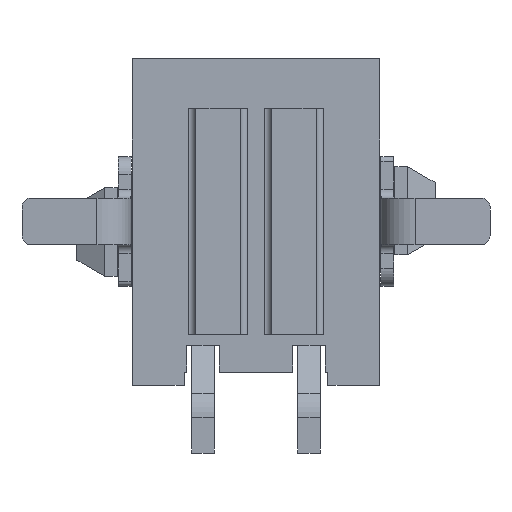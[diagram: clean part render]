
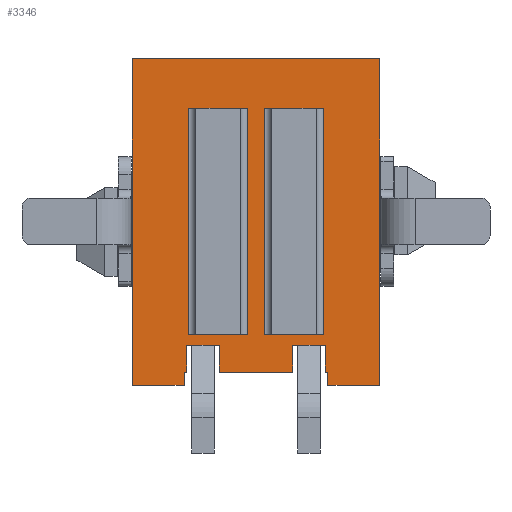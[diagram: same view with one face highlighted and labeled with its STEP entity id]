
A CAD part, front view. The second image highlights one B-rep face of the part: STEP entity #3346.
In plain terms, the highlighted planar face has unit normal (0, -1, 0).
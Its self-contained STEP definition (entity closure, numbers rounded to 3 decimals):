
#72=DIRECTION('',(0.,0.,-1.));
#73=VECTOR('',#72,9.24);
#74=CARTESIAN_POINT('',(-3.5,-1.93,0.));
#75=LINE('',#74,#73);
#120=DIRECTION('',(0.,0.,1.));
#121=VECTOR('',#120,0.76);
#122=CARTESIAN_POINT('',(-1.965,-1.93,-8.87));
#123=LINE('',#122,#121);
#124=DIRECTION('',(1.,0.,0.));
#125=VECTOR('',#124,0.07);
#126=CARTESIAN_POINT('',(-2.035,-1.93,-8.87));
#127=LINE('',#126,#125);
#128=DIRECTION('',(0.,0.,1.));
#129=VECTOR('',#128,0.37);
#130=CARTESIAN_POINT('',(-2.035,-1.93,-9.24));
#131=LINE('',#130,#129);
#132=DIRECTION('',(1.,0.,0.));
#133=VECTOR('',#132,7.);
#134=CARTESIAN_POINT('',(-3.5,-1.93,0.));
#135=LINE('',#134,#133);
#136=DIRECTION('',(0.,0.,1.));
#137=VECTOR('',#136,0.37);
#138=CARTESIAN_POINT('',(2.035,-1.93,-9.24));
#139=LINE('',#138,#137);
#140=DIRECTION('',(1.,0.,0.));
#141=VECTOR('',#140,0.07);
#142=CARTESIAN_POINT('',(1.965,-1.93,-8.87));
#143=LINE('',#142,#141);
#144=DIRECTION('',(0.,0.,-1.));
#145=VECTOR('',#144,0.76);
#146=CARTESIAN_POINT('',(1.965,-1.93,-8.11));
#147=LINE('',#146,#145);
#148=DIRECTION('',(1.,0.,0.));
#149=VECTOR('',#148,0.93);
#150=CARTESIAN_POINT('',(1.035,-1.93,-8.11));
#151=LINE('',#150,#149);
#152=DIRECTION('',(0.,0.,1.));
#153=VECTOR('',#152,0.76);
#154=CARTESIAN_POINT('',(1.035,-1.93,-8.87));
#155=LINE('',#154,#153);
#156=DIRECTION('',(1.,0.,0.));
#157=VECTOR('',#156,2.07);
#158=CARTESIAN_POINT('',(-1.035,-1.93,-8.87));
#159=LINE('',#158,#157);
#160=DIRECTION('',(0.,0.,-1.));
#161=VECTOR('',#160,0.76);
#162=CARTESIAN_POINT('',(-1.035,-1.93,-8.11));
#163=LINE('',#162,#161);
#164=DIRECTION('',(1.,0.,0.));
#165=VECTOR('',#164,0.93);
#166=CARTESIAN_POINT('',(-1.965,-1.93,-8.11));
#167=LINE('',#166,#165);
#168=DIRECTION('',(0.,0.,-1.));
#169=VECTOR('',#168,6.4);
#170=CARTESIAN_POINT('',(-1.9,-1.93,-1.4));
#171=LINE('',#170,#169);
#172=DIRECTION('',(0.,0.,1.));
#173=VECTOR('',#172,6.4);
#174=CARTESIAN_POINT('',(-0.25,-1.93,-7.8));
#175=LINE('',#174,#173);
#176=DIRECTION('',(0.,0.,-1.));
#177=VECTOR('',#176,6.4);
#178=CARTESIAN_POINT('',(0.25,-1.93,-1.4));
#179=LINE('',#178,#177);
#180=DIRECTION('',(0.,0.,1.));
#181=VECTOR('',#180,6.4);
#182=CARTESIAN_POINT('',(1.9,-1.93,-7.8));
#183=LINE('',#182,#181);
#352=DIRECTION('',(1.,0.,0.));
#353=VECTOR('',#352,1.465);
#354=CARTESIAN_POINT('',(-3.5,-1.93,-9.24));
#355=LINE('',#354,#353);
#360=DIRECTION('',(1.,0.,0.));
#361=VECTOR('',#360,1.465);
#362=CARTESIAN_POINT('',(2.035,-1.93,-9.24));
#363=LINE('',#362,#361);
#408=DIRECTION('',(0.,0.,-1.));
#409=VECTOR('',#408,9.24);
#410=CARTESIAN_POINT('',(3.5,-1.93,0.));
#411=LINE('',#410,#409);
#2384=DIRECTION('',(1.,0.,0.));
#2385=VECTOR('',#2384,1.65);
#2386=CARTESIAN_POINT('',(-1.9,-1.93,-1.4));
#2387=LINE('',#2386,#2385);
#2450=DIRECTION('',(1.,0.,0.));
#2451=VECTOR('',#2450,1.65);
#2452=CARTESIAN_POINT('',(0.25,-1.93,-1.4));
#2453=LINE('',#2452,#2451);
#2468=DIRECTION('',(-1.,0.,0.));
#2469=VECTOR('',#2468,1.65);
#2470=CARTESIAN_POINT('',(1.9,-1.93,-7.8));
#2471=LINE('',#2470,#2469);
#2502=DIRECTION('',(-1.,0.,0.));
#2503=VECTOR('',#2502,1.65);
#2504=CARTESIAN_POINT('',(-0.25,-1.93,-7.8));
#2505=LINE('',#2504,#2503);
#2510=CARTESIAN_POINT('',(-3.5,-1.93,0.));
#2511=CARTESIAN_POINT('',(-3.5,-1.93,-9.24));
#2512=VERTEX_POINT('',#2510);
#2513=VERTEX_POINT('',#2511);
#2526=CARTESIAN_POINT('',(3.5,-1.93,0.));
#2527=CARTESIAN_POINT('',(3.5,-1.93,-9.24));
#2528=VERTEX_POINT('',#2526);
#2529=VERTEX_POINT('',#2527);
#2542=CARTESIAN_POINT('',(-2.035,-1.93,-9.24));
#2543=CARTESIAN_POINT('',(-2.035,-1.93,-8.87));
#2544=VERTEX_POINT('',#2542);
#2545=VERTEX_POINT('',#2543);
#2546=CARTESIAN_POINT('',(2.035,-1.93,-9.24));
#2547=CARTESIAN_POINT('',(2.035,-1.93,-8.87));
#2548=VERTEX_POINT('',#2546);
#2549=VERTEX_POINT('',#2547);
#2630=CARTESIAN_POINT('',(1.035,-1.93,-8.87));
#2631=CARTESIAN_POINT('',(1.035,-1.93,-8.11));
#2632=VERTEX_POINT('',#2630);
#2633=VERTEX_POINT('',#2631);
#2634=CARTESIAN_POINT('',(1.965,-1.93,-8.11));
#2635=VERTEX_POINT('',#2634);
#2636=CARTESIAN_POINT('',(1.965,-1.93,-8.87));
#2637=VERTEX_POINT('',#2636);
#2662=CARTESIAN_POINT('',(-1.965,-1.93,-8.87));
#2663=CARTESIAN_POINT('',(-1.965,-1.93,-8.11));
#2664=VERTEX_POINT('',#2662);
#2665=VERTEX_POINT('',#2663);
#2666=CARTESIAN_POINT('',(-1.035,-1.93,-8.11));
#2667=VERTEX_POINT('',#2666);
#2668=CARTESIAN_POINT('',(-1.035,-1.93,-8.87));
#2669=VERTEX_POINT('',#2668);
#2942=CARTESIAN_POINT('',(-1.9,-1.93,-1.4));
#2943=CARTESIAN_POINT('',(-1.9,-1.93,-7.8));
#2944=VERTEX_POINT('',#2942);
#2945=VERTEX_POINT('',#2943);
#2950=CARTESIAN_POINT('',(-0.25,-1.93,-7.8));
#2951=CARTESIAN_POINT('',(-0.25,-1.93,-1.4));
#2952=VERTEX_POINT('',#2950);
#2953=VERTEX_POINT('',#2951);
#2958=CARTESIAN_POINT('',(0.25,-1.93,-1.4));
#2959=CARTESIAN_POINT('',(0.25,-1.93,-7.8));
#2960=VERTEX_POINT('',#2958);
#2961=VERTEX_POINT('',#2959);
#2966=CARTESIAN_POINT('',(1.9,-1.93,-7.8));
#2967=CARTESIAN_POINT('',(1.9,-1.93,-1.4));
#2968=VERTEX_POINT('',#2966);
#2969=VERTEX_POINT('',#2967);
#3288=CARTESIAN_POINT('',(-3.5,-1.93,0.));
#3289=DIRECTION('',(0.,-1.,0.));
#3290=DIRECTION('',(0.,0.,-1.));
#3291=AXIS2_PLACEMENT_3D('',#3288,#3289,#3290);
#3292=PLANE('',#3291);
#3294=ORIENTED_EDGE('',*,*,#3293,.F.);
#3296=ORIENTED_EDGE('',*,*,#3295,.F.);
#3298=ORIENTED_EDGE('',*,*,#3297,.F.);
#3300=ORIENTED_EDGE('',*,*,#3299,.F.);
#3301=ORIENTED_EDGE('',*,*,#3251,.F.);
#3303=ORIENTED_EDGE('',*,*,#3302,.T.);
#3305=ORIENTED_EDGE('',*,*,#3304,.T.);
#3307=ORIENTED_EDGE('',*,*,#3306,.F.);
#3309=ORIENTED_EDGE('',*,*,#3308,.T.);
#3311=ORIENTED_EDGE('',*,*,#3310,.F.);
#3313=ORIENTED_EDGE('',*,*,#3312,.F.);
#3315=ORIENTED_EDGE('',*,*,#3314,.F.);
#3317=ORIENTED_EDGE('',*,*,#3316,.F.);
#3319=ORIENTED_EDGE('',*,*,#3318,.F.);
#3321=ORIENTED_EDGE('',*,*,#3320,.F.);
#3323=ORIENTED_EDGE('',*,*,#3322,.F.);
#3324=EDGE_LOOP('',(#3294,#3296,#3298,#3300,#3301,#3303,#3305,#3307,#3309,#3311,
#3313,#3315,#3317,#3319,#3321,#3323));
#3325=FACE_OUTER_BOUND('',#3324,.F.);
#3327=ORIENTED_EDGE('',*,*,#3326,.T.);
#3329=ORIENTED_EDGE('',*,*,#3328,.F.);
#3331=ORIENTED_EDGE('',*,*,#3330,.T.);
#3333=ORIENTED_EDGE('',*,*,#3332,.F.);
#3334=EDGE_LOOP('',(#3327,#3329,#3331,#3333));
#3335=FACE_BOUND('',#3334,.F.);
#3337=ORIENTED_EDGE('',*,*,#3336,.T.);
#3339=ORIENTED_EDGE('',*,*,#3338,.F.);
#3341=ORIENTED_EDGE('',*,*,#3340,.T.);
#3343=ORIENTED_EDGE('',*,*,#3342,.F.);
#3344=EDGE_LOOP('',(#3337,#3339,#3341,#3343));
#3345=FACE_BOUND('',#3344,.F.);
#3346=ADVANCED_FACE('',(#3325,#3335,#3345),#3292,.T.);
#3251=EDGE_CURVE('',#2512,#2513,#75,.T.);
#3293=EDGE_CURVE('',#2664,#2665,#123,.T.);
#3295=EDGE_CURVE('',#2545,#2664,#127,.T.);
#3297=EDGE_CURVE('',#2544,#2545,#131,.T.);
#3299=EDGE_CURVE('',#2513,#2544,#355,.T.);
#3302=EDGE_CURVE('',#2512,#2528,#135,.T.);
#3304=EDGE_CURVE('',#2528,#2529,#411,.T.);
#3306=EDGE_CURVE('',#2548,#2529,#363,.T.);
#3308=EDGE_CURVE('',#2548,#2549,#139,.T.);
#3310=EDGE_CURVE('',#2637,#2549,#143,.T.);
#3312=EDGE_CURVE('',#2635,#2637,#147,.T.);
#3314=EDGE_CURVE('',#2633,#2635,#151,.T.);
#3316=EDGE_CURVE('',#2632,#2633,#155,.T.);
#3318=EDGE_CURVE('',#2669,#2632,#159,.T.);
#3320=EDGE_CURVE('',#2667,#2669,#163,.T.);
#3322=EDGE_CURVE('',#2665,#2667,#167,.T.);
#3326=EDGE_CURVE('',#2944,#2945,#171,.T.);
#3328=EDGE_CURVE('',#2952,#2945,#2505,.T.);
#3330=EDGE_CURVE('',#2952,#2953,#175,.T.);
#3332=EDGE_CURVE('',#2944,#2953,#2387,.T.);
#3336=EDGE_CURVE('',#2960,#2961,#179,.T.);
#3338=EDGE_CURVE('',#2968,#2961,#2471,.T.);
#3340=EDGE_CURVE('',#2968,#2969,#183,.T.);
#3342=EDGE_CURVE('',#2960,#2969,#2453,.T.);
